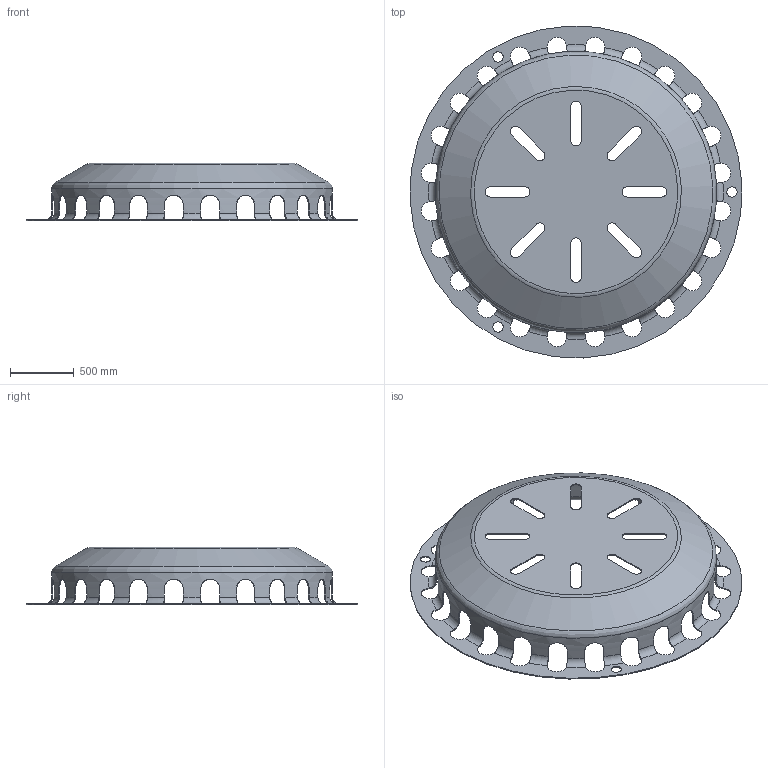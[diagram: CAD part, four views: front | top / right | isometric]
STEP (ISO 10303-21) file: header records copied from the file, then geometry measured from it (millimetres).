
FILE_DESCRIPTION(/* description */ (''),/* implementation_level */ '2;1');
FILE_NAME(/* name */ '21022.000X_3D.stp',/* time_stamp */ '2024-12-16T11:00:22+01:00',/* author */ ('N.Hausmann'),/* organization */ (''),/* preprocessor_version */ 'ST-DEVELOPER v20',/* originating_system */ 'AutoCAD Mechanical',/* authorisation */ '');
FILE_SCHEMA (('AUTOMOTIVE_DESIGN { 1 0 10303 214 3 1 1 }'));
Length unit declared in the file: centimetre
Products named in the file (2): Product; *S0
Assembly tree (1 placements, depth 2):
  Product
    *S0
Bounding box: 2597.53 x 2597.53 x 450 mm (x, y, z)
Volume: 48767914.3 mm3; surface area: 12456145.1 mm2
Topology: 1 solids, 1 shells, 192 faces, 754 edges, 518 vertices
Faces by surface type: cylinder 70, plane 68, torus 52, cone 2
Full cylindrical faces by diameter (mm): 80 x3, 2184 x1, 2200 x1, 2600 x1
Entity records: 13244 total; most frequent: CARTESIAN_POINT 7129, ORIENTED_EDGE 1508, DIRECTION 1058, EDGE_CURVE 754, VERTEX_POINT 518, AXIS2_PLACEMENT_3D 397, B_SPLINE_CURVE_WITH_KNOTS 288, LINE 264
